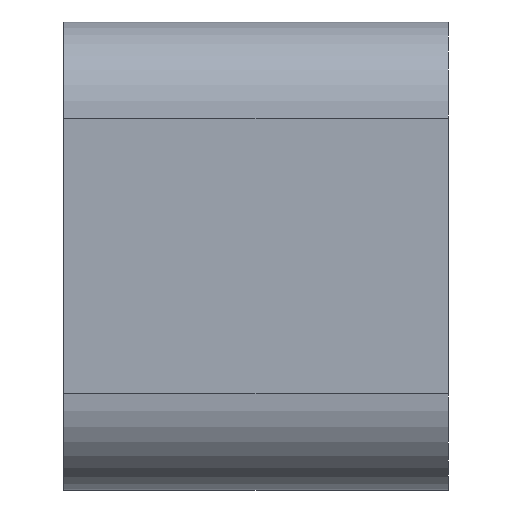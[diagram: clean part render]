
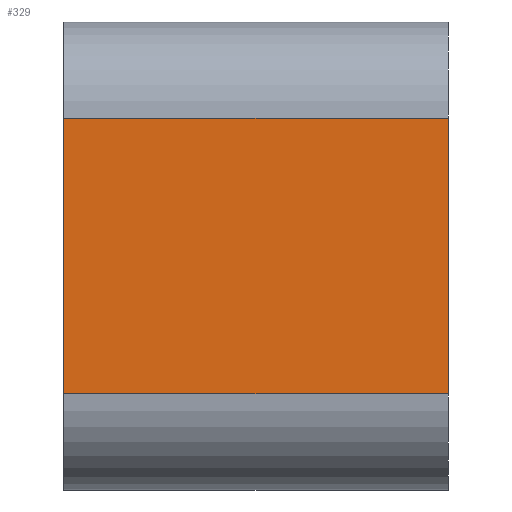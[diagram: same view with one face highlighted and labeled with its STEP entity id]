
A CAD part, front view. The second image highlights one B-rep face of the part: STEP entity #329.
In plain terms, the highlighted planar face has unit normal (0, -1, 0).
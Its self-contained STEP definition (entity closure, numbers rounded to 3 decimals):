
#27=PLANE('',#370);
#43=FACE_OUTER_BOUND('',#62,.T.);
#62=EDGE_LOOP('',(#298,#299,#300,#301));
#71=LINE('',#486,#106);
#96=LINE('',#545,#131);
#98=LINE('',#552,#133);
#99=LINE('',#554,#134);
#106=VECTOR('',#393,10.);
#131=VECTOR('',#446,10.);
#133=VECTOR('',#456,10.);
#134=VECTOR('',#459,10.);
#152=VERTEX_POINT('',#483);
#153=VERTEX_POINT('',#485);
#172=VERTEX_POINT('',#542);
#173=VERTEX_POINT('',#544);
#184=EDGE_CURVE('',#152,#153,#71,.F.);
#214=EDGE_CURVE('',#173,#172,#96,.F.);
#218=EDGE_CURVE('',#153,#172,#98,.T.);
#219=EDGE_CURVE('',#173,#152,#99,.T.);
#298=ORIENTED_EDGE('',*,*,#218,.F.);
#299=ORIENTED_EDGE('',*,*,#184,.F.);
#300=ORIENTED_EDGE('',*,*,#219,.F.);
#301=ORIENTED_EDGE('',*,*,#214,.T.);
#329=ADVANCED_FACE('',(#43),#27,.T.);
#370=AXIS2_PLACEMENT_3D('',#553,#457,#458);
#393=DIRECTION('',(0.,0.,1.));
#446=DIRECTION('',(0.,0.,1.));
#456=DIRECTION('',(-1.,0.,0.));
#457=DIRECTION('center_axis',(0.,-1.,0.));
#458=DIRECTION('ref_axis',(0.,0.,-1.));
#459=DIRECTION('',(1.,0.,0.));
#483=CARTESIAN_POINT('',(16.537,-57.834,23.748));
#485=CARTESIAN_POINT('',(16.537,-57.834,20.878));
#486=CARTESIAN_POINT('',(16.537,-57.834,21.619));
#542=CARTESIAN_POINT('',(12.537,-57.834,20.878));
#544=CARTESIAN_POINT('',(12.537,-57.834,23.748));
#545=CARTESIAN_POINT('',(12.537,-57.834,21.619));
#552=CARTESIAN_POINT('',(12.537,-57.834,20.878));
#553=CARTESIAN_POINT('Origin',(12.537,-57.834,24.748));
#554=CARTESIAN_POINT('',(12.537,-57.834,23.748));
